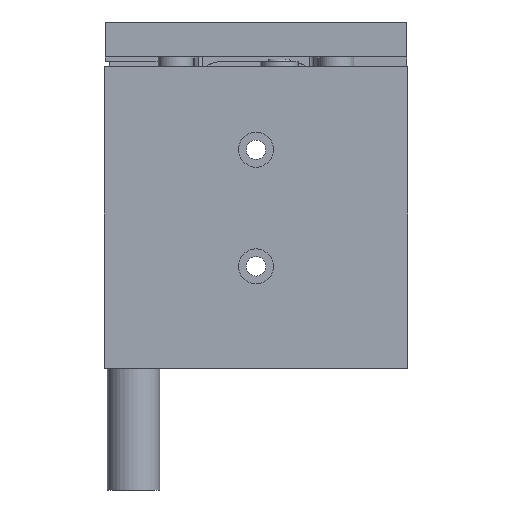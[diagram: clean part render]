
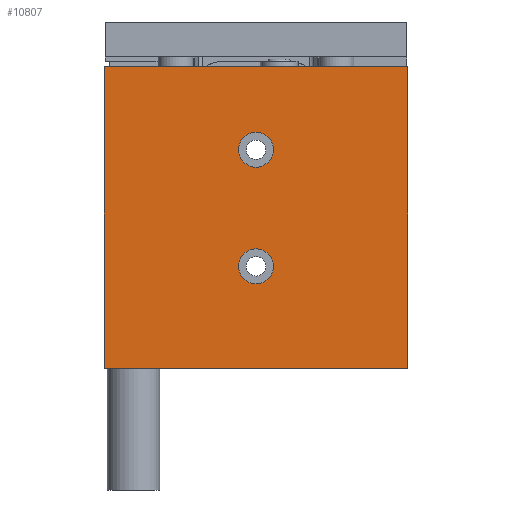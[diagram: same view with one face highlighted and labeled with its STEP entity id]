
A CAD part, front view. The second image highlights one B-rep face of the part: STEP entity #10807.
In plain terms, the highlighted planar face has unit normal (0, -1, 0).
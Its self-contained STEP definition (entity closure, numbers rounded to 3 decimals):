
#132=LINE('',#15673,#842);
#188=LINE('',#15803,#898);
#219=LINE('',#15906,#929);
#220=LINE('',#15912,#930);
#842=VECTOR('',#12618,1000.);
#898=VECTOR('',#12710,1000.);
#929=VECTOR('',#12797,1000.);
#930=VECTOR('',#12804,1000.);
#1546=PLANE('',#11459);
#1993=ORIENTED_EDGE('',*,*,#4556,.F.);
#1994=ORIENTED_EDGE('',*,*,#4557,.F.);
#1995=ORIENTED_EDGE('',*,*,#4436,.F.);
#1996=ORIENTED_EDGE('',*,*,#4555,.F.);
#1997=ORIENTED_EDGE('',*,*,#4502,.T.);
#1998=ORIENTED_EDGE('',*,*,#4558,.T.);
#4436=EDGE_CURVE('',#5731,#5732,#132,.T.);
#4502=EDGE_CURVE('',#5788,#5787,#188,.T.);
#4555=EDGE_CURVE('',#5788,#5731,#219,.T.);
#4556=EDGE_CURVE('',#5832,#5832,#6666,.T.);
#4557=EDGE_CURVE('',#5833,#5833,#6667,.T.);
#4558=EDGE_CURVE('',#5787,#5732,#220,.T.);
#5731=VERTEX_POINT('',#15672);
#5732=VERTEX_POINT('',#15674);
#5787=VERTEX_POINT('',#15802);
#5788=VERTEX_POINT('',#15804);
#5832=VERTEX_POINT('',#15909);
#5833=VERTEX_POINT('',#15911);
#6666=CIRCLE('',#11460,6.);
#6667=CIRCLE('',#11461,6.);
#7210=EDGE_LOOP('',(#1993));
#7211=EDGE_LOOP('',(#1994));
#7212=EDGE_LOOP('',(#1995,#1996,#1997,#1998));
#8010=FACE_BOUND('',#7210,.T.);
#8011=FACE_BOUND('',#7211,.T.);
#8012=FACE_BOUND('',#7212,.T.);
#10807=ADVANCED_FACE('',(#8010,#8011,#8012),#1546,.T.);
#11459=AXIS2_PLACEMENT_3D('',#15907,#12798,#12799);
#11460=AXIS2_PLACEMENT_3D('',#15908,#12800,#12801);
#11461=AXIS2_PLACEMENT_3D('',#15910,#12802,#12803);
#12618=DIRECTION('',(1.,0.,0.));
#12710=DIRECTION('',(1.,0.,0.));
#12797=DIRECTION('',(0.,0.,1.));
#12798=DIRECTION('',(0.,-1.,0.));
#12799=DIRECTION('',(0.,0.,-1.));
#12800=DIRECTION('',(0.,-1.,0.));
#12801=DIRECTION('',(0.,0.,-1.));
#12802=DIRECTION('',(0.,-1.,0.));
#12803=DIRECTION('',(0.,0.,-1.));
#12804=DIRECTION('',(0.,0.,1.));
#15672=CARTESIAN_POINT('',(-52.,0.,0.));
#15673=CARTESIAN_POINT('',(-52.,0.,0.));
#15674=CARTESIAN_POINT('',(52.,0.,0.));
#15802=CARTESIAN_POINT('',(52.,0.,-103.5));
#15803=CARTESIAN_POINT('',(-52.,0.,-103.5));
#15804=CARTESIAN_POINT('',(-52.,0.,-103.5));
#15906=CARTESIAN_POINT('',(-52.,0.,-103.5));
#15907=CARTESIAN_POINT('',(-52.,0.,-103.5));
#15908=CARTESIAN_POINT('',(0.,0.,-68.5));
#15909=CARTESIAN_POINT('',(0.,0.,-74.5));
#15910=CARTESIAN_POINT('',(0.,0.,-28.5));
#15911=CARTESIAN_POINT('',(0.,0.,-34.5));
#15912=CARTESIAN_POINT('',(52.,0.,-103.5));
